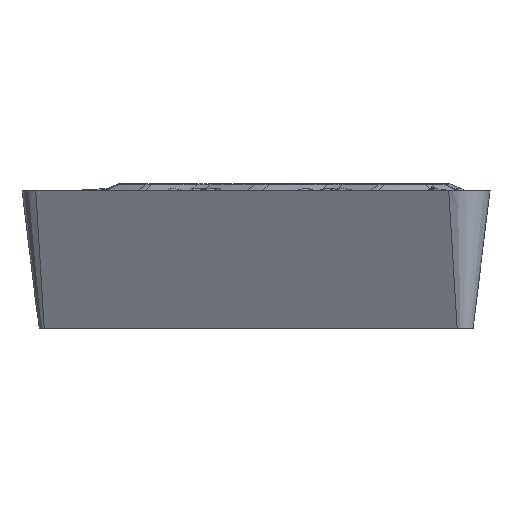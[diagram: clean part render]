
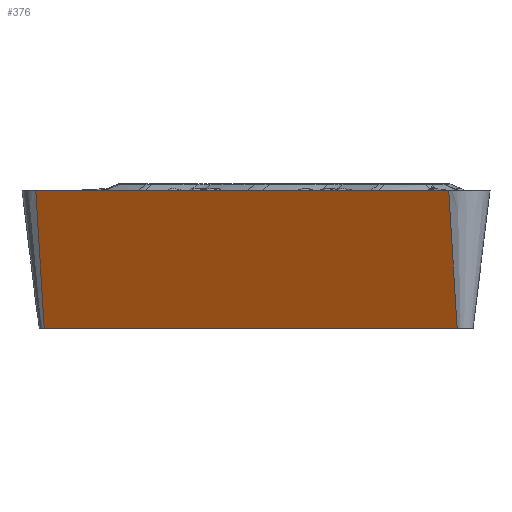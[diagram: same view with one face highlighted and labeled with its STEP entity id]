
A CAD part, left-side view. The second image highlights one B-rep face of the part: STEP entity #376.
In plain terms, the highlighted planar face has unit normal (-0.86, 0.496, -0.122).
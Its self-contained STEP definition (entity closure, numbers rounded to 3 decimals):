
#188=PLANE('',#2911);
#204=FACE_OUTER_BOUND('',#937,.T.);
#376=ADVANCED_FACE('',(#204),#188,.T.);
#565=LINE('',#3635,#610);
#568=LINE('',#3666,#613);
#569=LINE('',#3708,#614);
#610=VECTOR('',#3137,1.);
#613=VECTOR('',#3140,1.);
#614=VECTOR('',#3141,1.);
#658=B_SPLINE_CURVE_WITH_KNOTS('',3,(#3668,#3669,#3670,#3671),
 .UNSPECIFIED.,.F.,.F.,(4,4),(0.,1.),.UNSPECIFIED.);
#659=B_SPLINE_CURVE_WITH_KNOTS('',3,(#3673,#3674,#3675,#3676),
 .UNSPECIFIED.,.F.,.F.,(4,4),(0.,1.),.UNSPECIFIED.);
#660=B_SPLINE_CURVE_WITH_KNOTS('',3,(#3678,#3679,#3680,#3681),
 .UNSPECIFIED.,.F.,.F.,(4,4),(0.,1.),.UNSPECIFIED.);
#661=B_SPLINE_CURVE_WITH_KNOTS('',3,(#3683,#3684,#3685,#3686),
 .UNSPECIFIED.,.F.,.F.,(4,4),(0.,1.),.UNSPECIFIED.);
#662=B_SPLINE_CURVE_WITH_KNOTS('',3,(#3688,#3689,#3690,#3691),
 .UNSPECIFIED.,.F.,.F.,(4,4),(0.,1.),.UNSPECIFIED.);
#663=B_SPLINE_CURVE_WITH_KNOTS('',3,(#3693,#3694,#3695,#3696),
 .UNSPECIFIED.,.F.,.F.,(4,4),(0.,1.),.UNSPECIFIED.);
#664=B_SPLINE_CURVE_WITH_KNOTS('',3,(#3698,#3699,#3700,#3701),
 .UNSPECIFIED.,.F.,.F.,(4,4),(0.,1.),.UNSPECIFIED.);
#665=B_SPLINE_CURVE_WITH_KNOTS('',3,(#3703,#3704,#3705,#3706),
 .UNSPECIFIED.,.F.,.F.,(4,4),(0.,1.),.UNSPECIFIED.);
#937=EDGE_LOOP('',(#1126,#1127,#1128,#1129,#1130,#1131,#1132,#1133,#1134,
#1135,#1136));
#1126=ORIENTED_EDGE('',*,*,#2315,.T.);
#1127=ORIENTED_EDGE('',*,*,#2320,.F.);
#1128=ORIENTED_EDGE('',*,*,#2321,.F.);
#1129=ORIENTED_EDGE('',*,*,#2322,.F.);
#1130=ORIENTED_EDGE('',*,*,#2323,.F.);
#1131=ORIENTED_EDGE('',*,*,#2324,.F.);
#1132=ORIENTED_EDGE('',*,*,#2325,.F.);
#1133=ORIENTED_EDGE('',*,*,#2326,.F.);
#1134=ORIENTED_EDGE('',*,*,#2327,.F.);
#1135=ORIENTED_EDGE('',*,*,#2328,.F.);
#1136=ORIENTED_EDGE('',*,*,#2329,.F.);
#2028=VERTEX_POINT('',#3633);
#2030=VERTEX_POINT('',#3636);
#2034=VERTEX_POINT('',#3667);
#2035=VERTEX_POINT('',#3672);
#2036=VERTEX_POINT('',#3677);
#2037=VERTEX_POINT('',#3682);
#2038=VERTEX_POINT('',#3687);
#2039=VERTEX_POINT('',#3692);
#2040=VERTEX_POINT('',#3697);
#2041=VERTEX_POINT('',#3702);
#2042=VERTEX_POINT('',#3707);
#2315=EDGE_CURVE('',#2030,#2028,#565,.T.);
#2320=EDGE_CURVE('',#2034,#2028,#568,.T.);
#2321=EDGE_CURVE('',#2035,#2034,#658,.T.);
#2322=EDGE_CURVE('',#2036,#2035,#659,.T.);
#2323=EDGE_CURVE('',#2037,#2036,#660,.T.);
#2324=EDGE_CURVE('',#2038,#2037,#661,.T.);
#2325=EDGE_CURVE('',#2039,#2038,#662,.T.);
#2326=EDGE_CURVE('',#2040,#2039,#663,.T.);
#2327=EDGE_CURVE('',#2041,#2040,#664,.T.);
#2328=EDGE_CURVE('',#2042,#2041,#665,.T.);
#2329=EDGE_CURVE('',#2030,#2042,#569,.T.);
#2911=AXIS2_PLACEMENT_3D('',#3709,#3142,#3143);
#3137=DIRECTION('',(-0.5,-0.866,0.));
#3140=DIRECTION('',(0.106,-0.061,-0.993));
#3141=DIRECTION('',(-0.106,0.061,0.993));
#3142=DIRECTION('',(-0.86,0.496,-0.122));
#3143=DIRECTION('',(-0.5,-0.866,0.));
#3633=CARTESIAN_POINT('',(-7.139,-3.815,-4.17));
#3635=CARTESIAN_POINT('',(-7.139,-3.815,-4.17));
#3636=CARTESIAN_POINT('',(-0.265,8.09,-4.17));
#3666=CARTESIAN_POINT('',(-7.561,-3.572,-0.2));
#3667=CARTESIAN_POINT('',(-7.561,-3.572,-0.2));
#3668=CARTESIAN_POINT('',(-6.811,-2.272,-0.2));
#3669=CARTESIAN_POINT('',(-7.061,-2.705,-0.2));
#3670=CARTESIAN_POINT('',(-7.311,-3.138,-0.2));
#3671=CARTESIAN_POINT('',(-7.561,-3.572,-0.2));
#3672=CARTESIAN_POINT('',(-6.811,-2.272,-0.2));
#3673=CARTESIAN_POINT('',(-6.061,-0.973,-0.2));
#3674=CARTESIAN_POINT('',(-6.311,-1.406,-0.2));
#3675=CARTESIAN_POINT('',(-6.561,-1.839,-0.2));
#3676=CARTESIAN_POINT('',(-6.811,-2.272,-0.2));
#3677=CARTESIAN_POINT('',(-6.061,-0.973,-0.2));
#3678=CARTESIAN_POINT('',(-5.211,0.499,-0.2));
#3679=CARTESIAN_POINT('',(-5.495,0.008,-0.2));
#3680=CARTESIAN_POINT('',(-5.778,-0.483,-0.2));
#3681=CARTESIAN_POINT('',(-6.061,-0.973,-0.2));
#3682=CARTESIAN_POINT('',(-5.211,0.499,-0.2));
#3683=CARTESIAN_POINT('',(-4.124,2.381,-0.2));
#3684=CARTESIAN_POINT('',(-4.487,1.754,-0.2));
#3685=CARTESIAN_POINT('',(-4.849,1.126,-0.2));
#3686=CARTESIAN_POINT('',(-5.211,0.499,-0.2));
#3687=CARTESIAN_POINT('',(-4.124,2.381,-0.2));
#3688=CARTESIAN_POINT('',(-3.038,4.264,-0.2));
#3689=CARTESIAN_POINT('',(-3.4,3.636,-0.2));
#3690=CARTESIAN_POINT('',(-3.762,3.009,-0.2));
#3691=CARTESIAN_POINT('',(-4.124,2.381,-0.2));
#3692=CARTESIAN_POINT('',(-3.038,4.264,-0.2));
#3693=CARTESIAN_POINT('',(-2.188,5.736,-0.2));
#3694=CARTESIAN_POINT('',(-2.471,5.245,-0.2));
#3695=CARTESIAN_POINT('',(-2.754,4.754,-0.2));
#3696=CARTESIAN_POINT('',(-3.038,4.264,-0.2));
#3697=CARTESIAN_POINT('',(-2.188,5.736,-0.2));
#3698=CARTESIAN_POINT('',(-1.438,7.035,-0.2));
#3699=CARTESIAN_POINT('',(-1.688,6.602,-0.2));
#3700=CARTESIAN_POINT('',(-1.938,6.169,-0.2));
#3701=CARTESIAN_POINT('',(-2.188,5.736,-0.2));
#3702=CARTESIAN_POINT('',(-1.438,7.035,-0.2));
#3703=CARTESIAN_POINT('',(-0.688,8.334,-0.2));
#3704=CARTESIAN_POINT('',(-0.938,7.901,-0.2));
#3705=CARTESIAN_POINT('',(-1.188,7.468,-0.2));
#3706=CARTESIAN_POINT('',(-1.438,7.035,-0.2));
#3707=CARTESIAN_POINT('',(-0.688,8.334,-0.2));
#3708=CARTESIAN_POINT('',(-0.688,8.334,-0.2));
#3709=CARTESIAN_POINT('',(-7.561,-3.572,-0.2));
